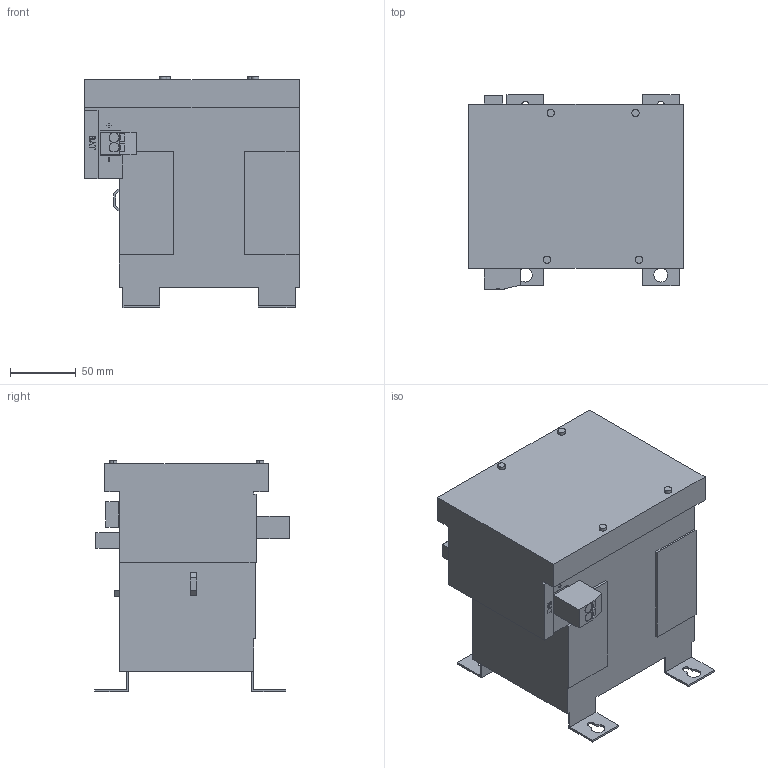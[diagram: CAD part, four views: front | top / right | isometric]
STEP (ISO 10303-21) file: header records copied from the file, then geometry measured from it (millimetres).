
FILE_DESCRIPTION (( 'STEP AP214' ), '1' );
FILE_NAME ('879839.STEP', '2026-01-05T08:53:45', ( '' ), ( '' ), 'SwSTEP 2.0', 'SolidWorks 2022', '' );
FILE_SCHEMA (( 'AUTOMOTIVE_DESIGN' ));
Length unit declared in the file: millimetre
Products named in the file (1): 879839
Bounding box: 163 x 148.2 x 175.9 mm (x, y, z)
Volume: 2522208.5 mm3; surface area: 135975.7 mm2
Topology: 1 solids, 1 shells, 342 faces, 914 edges, 607 vertices
Faces by surface type: plane 294, cylinder 31, bspline 17
Entity records: 11320 total; most frequent: CARTESIAN_POINT 2765, ORIENTED_EDGE 1828, DIRECTION 1594, EDGE_CURVE 914, LINE 818, VECTOR 818, VERTEX_POINT 607, EDGE_LOOP 391
